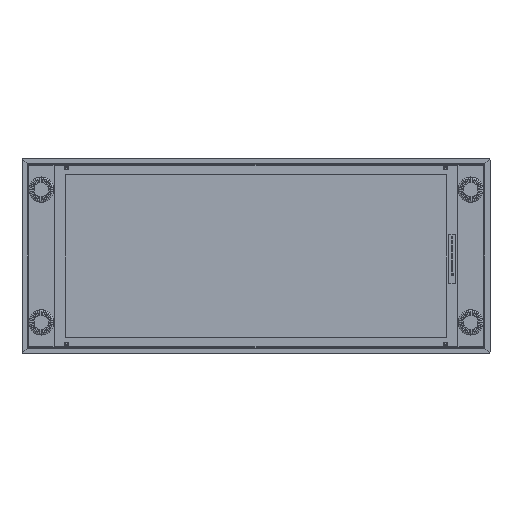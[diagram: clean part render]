
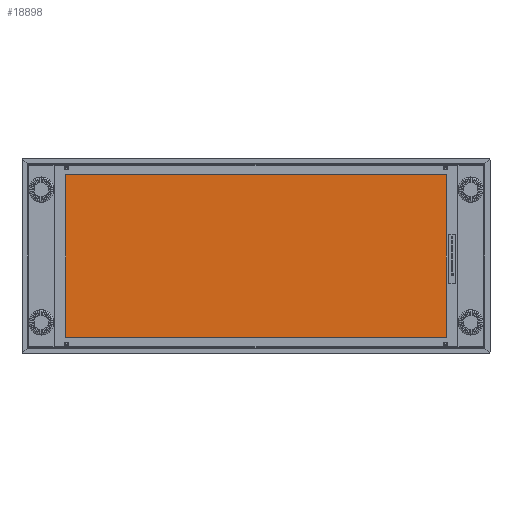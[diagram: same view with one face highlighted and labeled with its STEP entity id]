
A CAD part, front view. The second image highlights one B-rep face of the part: STEP entity #18898.
In plain terms, the highlighted face is planar.
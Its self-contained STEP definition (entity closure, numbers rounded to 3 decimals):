
#18360=DIRECTION('',(-1.,0.,0.));
#18361=VECTOR('',#18360,975.);
#18362=CARTESIAN_POINT('',(487.5,0.,207.8));
#18363=LINE('',#18362,#18361);
#18423=DIRECTION('',(0.,0.,1.));
#18424=VECTOR('',#18423,415.6);
#18425=CARTESIAN_POINT('',(487.5,0.,-207.8));
#18426=LINE('',#18425,#18424);
#18486=DIRECTION('',(1.,0.,0.));
#18487=VECTOR('',#18486,975.);
#18488=CARTESIAN_POINT('',(-487.5,0.,-207.8));
#18489=LINE('',#18488,#18487);
#18549=DIRECTION('',(0.,0.,-1.));
#18550=VECTOR('',#18549,415.6);
#18551=CARTESIAN_POINT('',(-487.5,0.,207.8));
#18552=LINE('',#18551,#18550);
#18819=CARTESIAN_POINT('',(487.5,0.,207.8));
#18820=VERTEX_POINT('',#18819);
#18823=CARTESIAN_POINT('',(487.5,0.,-207.8));
#18824=VERTEX_POINT('',#18823);
#18851=CARTESIAN_POINT('',(-487.5,0.,-207.8));
#18852=VERTEX_POINT('',#18851);
#18855=CARTESIAN_POINT('',(-487.5,0.,207.8));
#18856=VERTEX_POINT('',#18855);
#18883=CARTESIAN_POINT('',(0.,0.,0.));
#18884=DIRECTION('',(0.,1.,0.));
#18885=DIRECTION('',(1.,0.,0.));
#18886=AXIS2_PLACEMENT_3D('',#18883,#18884,#18885);
#18887=PLANE('',#18886);
#18889=ORIENTED_EDGE('',*,*,#18888,.T.);
#18891=ORIENTED_EDGE('',*,*,#18890,.T.);
#18893=ORIENTED_EDGE('',*,*,#18892,.T.);
#18895=ORIENTED_EDGE('',*,*,#18894,.T.);
#18896=EDGE_LOOP('',(#18889,#18891,#18893,#18895));
#18897=FACE_OUTER_BOUND('',#18896,.F.);
#18898=ADVANCED_FACE('',(#18897),#18887,.T.);
#18888=EDGE_CURVE('',#18820,#18856,#18363,.T.);
#18890=EDGE_CURVE('',#18856,#18852,#18552,.T.);
#18892=EDGE_CURVE('',#18852,#18824,#18489,.T.);
#18894=EDGE_CURVE('',#18824,#18820,#18426,.T.);
